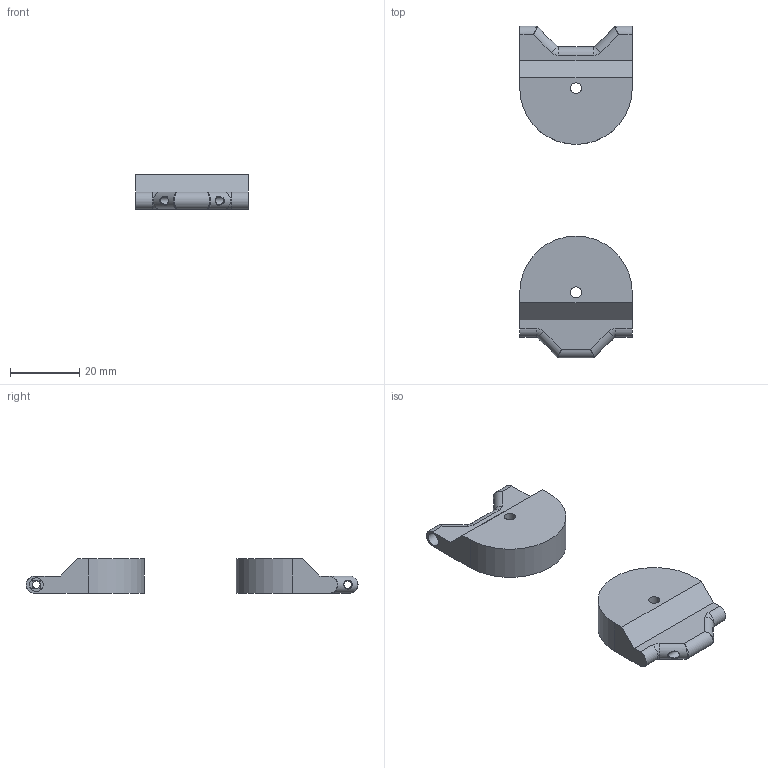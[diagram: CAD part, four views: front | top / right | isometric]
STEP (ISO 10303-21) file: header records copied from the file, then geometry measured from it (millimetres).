
FILE_DESCRIPTION(/* description */ ('STEP AP242','CAx-IF Rec.Pracs.---Representation and Presentation of Product Manufacturing Information (PMI)---4.0---2014-10-13','CAx-IF Rec.Pracs.---3D Tessellated Geometry---0.4---2014-09-14','2;1'),/* implementation_level */ '2;1');
FILE_NAME(/* name */ '67c5ddd263e6a520fb8cfcde',/* time_stamp */ '2025-03-03T16:50:26Z',/* author */ (''),/* organization */ (''),/* preprocessor_version */ 'ST-DEVELOPER v20',/* originating_system */ 'ONSHAPE BY PTC INC, 1.194',/* authorisation */ ' ');
FILE_SCHEMA (('AP242_MANAGED_MODEL_BASED_3D_ENGINEERING_MIM_LF { 1 0 10303 442 1 1 4 }'));
Length unit declared in the file: metre
Products named in the file (2): Female Joint to M3; Male Joint to M3
Bounding box: 32.5 x 96 x 10 mm (x, y, z)
Volume: 14398.1 mm3; surface area: 5916.5 mm2
Topology: 2 solids, 2 shells, 88 faces, 234 edges, 142 vertices
Faces by surface type: plane 48, cylinder 20, bspline 12, torus 4, cone 4
Full cylindrical faces by diameter (mm): 2.2 x3, 3.2 x2, 4 x1, 6 x2
Entity records: 3090 total; most frequent: CARTESIAN_POINT 996, ORIENTED_EDGE 428, DIRECTION 404, EDGE_CURVE 214, AXIS2_PLACEMENT_3D 144, VERTEX_POINT 138, LINE 116, VECTOR 116
